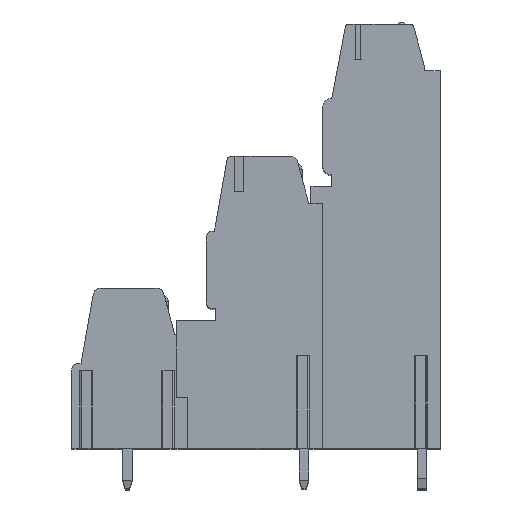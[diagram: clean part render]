
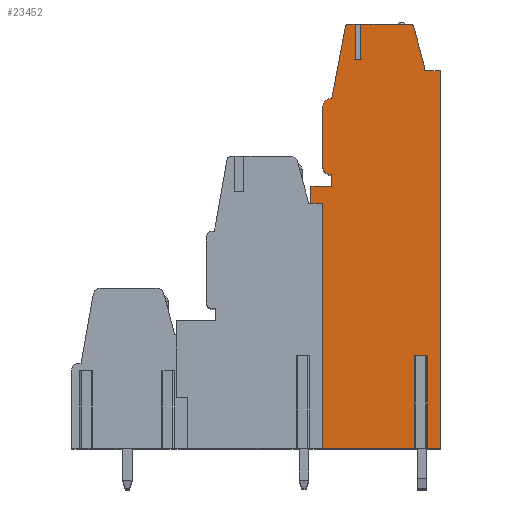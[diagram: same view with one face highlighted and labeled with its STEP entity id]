
A CAD part, top view. The second image highlights one B-rep face of the part: STEP entity #23452.
In plain terms, the highlighted planar face has unit normal (0, 0, 1).
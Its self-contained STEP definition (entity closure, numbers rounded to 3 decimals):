
#13=DIRECTION('',(0.,1.,0.));
#14=VECTOR('',#13,14.45);
#15=CARTESIAN_POINT('',(1.,-19.1,53.34));
#16=LINE('',#15,#14);
#17=DIRECTION('',(0.,-1.,0.));
#18=VECTOR('',#17,1.45);
#19=CARTESIAN_POINT('',(0.,3.5,53.34));
#20=LINE('',#19,#18);
#21=DIRECTION('',(-1.,0.,0.));
#22=VECTOR('',#21,1.8);
#23=CARTESIAN_POINT('',(1.8,3.5,53.34));
#24=LINE('',#23,#22);
#25=DIRECTION('',(0.,-1.,0.));
#26=VECTOR('',#25,1.);
#27=CARTESIAN_POINT('',(1.8,4.5,53.34));
#28=LINE('',#27,#26);
#29=CARTESIAN_POINT('',(1.8,5.3,53.34));
#30=DIRECTION('',(0.,0.,1.));
#31=DIRECTION('',(-1.,0.,0.));
#32=AXIS2_PLACEMENT_3D('',#29,#30,#31);
#34=DIRECTION('',(0.,-1.,0.));
#35=VECTOR('',#34,5.);
#36=CARTESIAN_POINT('',(1.,10.3,53.34));
#37=LINE('',#36,#35);
#38=CARTESIAN_POINT('',(1.8,10.3,53.34));
#39=DIRECTION('',(0.,0.,1.));
#40=DIRECTION('',(0.,1.,0.));
#41=AXIS2_PLACEMENT_3D('',#38,#39,#40);
#43=DIRECTION('',(-0.186,-0.983,0.));
#44=VECTOR('',#43,6.265);
#45=CARTESIAN_POINT('',(2.964,17.256,53.34));
#46=LINE('',#45,#44);
#47=CARTESIAN_POINT('',(3.259,17.2,53.34));
#48=DIRECTION('',(0.,0.,1.));
#49=DIRECTION('',(0.,1.,0.));
#50=AXIS2_PLACEMENT_3D('',#47,#48,#49);
#52=DIRECTION('',(-1.,0.,0.));
#53=VECTOR('',#52,0.551);
#54=CARTESIAN_POINT('',(3.81,17.5,53.34));
#55=LINE('',#54,#53);
#56=DIRECTION('',(0.,-1.,0.));
#57=VECTOR('',#56,3.05);
#58=CARTESIAN_POINT('',(3.81,17.5,53.34));
#59=LINE('',#58,#57);
#60=DIRECTION('',(1.,0.,0.));
#61=VECTOR('',#60,0.5);
#62=CARTESIAN_POINT('',(3.81,14.45,53.34));
#63=LINE('',#62,#61);
#64=DIRECTION('',(0.,-1.,0.));
#65=VECTOR('',#64,3.05);
#66=CARTESIAN_POINT('',(4.31,17.5,53.34));
#67=LINE('',#66,#65);
#68=DIRECTION('',(-1.,0.,0.));
#69=VECTOR('',#68,4.27);
#70=CARTESIAN_POINT('',(8.58,17.5,53.34));
#71=LINE('',#70,#69);
#72=CARTESIAN_POINT('',(8.58,17.2,53.34));
#73=DIRECTION('',(0.,0.,1.));
#74=DIRECTION('',(0.965,0.261,0.));
#75=AXIS2_PLACEMENT_3D('',#72,#73,#74);
#77=DIRECTION('',(-0.261,0.965,0.));
#78=VECTOR('',#77,3.539);
#79=CARTESIAN_POINT('',(9.792,13.861,53.34));
#80=LINE('',#79,#78);
#81=DIRECTION('',(-0.035,0.999,0.));
#82=VECTOR('',#81,0.361);
#83=CARTESIAN_POINT('',(9.805,13.5,53.34));
#84=LINE('',#83,#82);
#85=DIRECTION('',(-1.,0.,0.));
#86=VECTOR('',#85,1.355);
#87=CARTESIAN_POINT('',(11.16,13.5,53.34));
#88=LINE('',#87,#86);
#89=DIRECTION('',(0.,1.,0.));
#90=VECTOR('',#89,32.6);
#91=CARTESIAN_POINT('',(11.16,-19.1,53.34));
#92=LINE('',#91,#90);
#93=DIRECTION('',(1.,0.,0.));
#94=VECTOR('',#93,1.39);
#95=CARTESIAN_POINT('',(9.77,-19.1,53.34));
#96=LINE('',#95,#94);
#97=DIRECTION('',(0.,1.,0.));
#98=VECTOR('',#97,8.);
#99=CARTESIAN_POINT('',(9.77,-19.1,53.34));
#100=LINE('',#99,#98);
#101=DIRECTION('',(-1.,0.,0.));
#102=VECTOR('',#101,0.62);
#103=CARTESIAN_POINT('',(9.77,-11.1,53.34));
#104=LINE('',#103,#102);
#105=DIRECTION('',(0.,1.,0.));
#106=VECTOR('',#105,8.);
#107=CARTESIAN_POINT('',(9.15,-19.1,53.34));
#108=LINE('',#107,#106);
#109=DIRECTION('',(1.,0.,0.));
#110=VECTOR('',#109,8.15);
#111=CARTESIAN_POINT('',(1.,-19.1,53.34));
#112=LINE('',#111,#110);
#133=DIRECTION('',(-1.,0.,0.));
#134=VECTOR('',#133,1.195);
#135=CARTESIAN_POINT('',(1.,-4.65,53.34));
#136=LINE('',#135,#134);
#141=DIRECTION('',(-1.,0.,0.));
#142=VECTOR('',#141,0.195);
#143=CARTESIAN_POINT('',(0.,2.05,53.34));
#144=LINE('',#143,#142);
#599=DIRECTION('',(0.,-1.,0.));
#600=VECTOR('',#599,6.7);
#601=CARTESIAN_POINT('',(-0.195,2.05,53.34));
#602=LINE('',#601,#600);
#18469=CARTESIAN_POINT('',(11.16,-19.1,53.34));
#18470=CARTESIAN_POINT('',(11.16,13.5,53.34));
#18471=VERTEX_POINT('',#18469);
#18472=VERTEX_POINT('',#18470);
#18473=CARTESIAN_POINT('',(9.805,13.5,53.34));
#18474=VERTEX_POINT('',#18473);
#18475=CARTESIAN_POINT('',(9.792,13.861,53.34));
#18476=VERTEX_POINT('',#18475);
#18477=CARTESIAN_POINT('',(8.87,17.278,53.34));
#18478=VERTEX_POINT('',#18477);
#18479=CARTESIAN_POINT('',(8.58,17.5,53.34));
#18480=VERTEX_POINT('',#18479);
#18481=CARTESIAN_POINT('',(3.259,17.5,53.34));
#18482=CARTESIAN_POINT('',(2.964,17.256,53.34));
#18483=VERTEX_POINT('',#18481);
#18484=VERTEX_POINT('',#18482);
#18485=CARTESIAN_POINT('',(1.8,11.1,53.34));
#18486=VERTEX_POINT('',#18485);
#18487=CARTESIAN_POINT('',(1.,10.3,53.34));
#18488=VERTEX_POINT('',#18487);
#18489=CARTESIAN_POINT('',(1.,5.3,53.34));
#18490=VERTEX_POINT('',#18489);
#18491=CARTESIAN_POINT('',(1.8,4.5,53.34));
#18492=VERTEX_POINT('',#18491);
#18493=CARTESIAN_POINT('',(1.8,3.5,53.34));
#18494=VERTEX_POINT('',#18493);
#18495=CARTESIAN_POINT('',(0.,3.5,53.34));
#18496=VERTEX_POINT('',#18495);
#18595=CARTESIAN_POINT('',(1.,-19.1,53.34));
#18596=VERTEX_POINT('',#18595);
#18621=CARTESIAN_POINT('',(9.77,-11.1,53.34));
#18622=CARTESIAN_POINT('',(9.15,-11.1,53.34));
#18623=VERTEX_POINT('',#18621);
#18624=VERTEX_POINT('',#18622);
#18625=CARTESIAN_POINT('',(9.77,-19.1,53.34));
#18626=VERTEX_POINT('',#18625);
#18627=CARTESIAN_POINT('',(9.15,-19.1,53.34));
#18628=VERTEX_POINT('',#18627);
#18665=CARTESIAN_POINT('',(3.81,14.45,53.34));
#18666=CARTESIAN_POINT('',(4.31,14.45,53.34));
#18667=VERTEX_POINT('',#18665);
#18668=VERTEX_POINT('',#18666);
#18669=CARTESIAN_POINT('',(4.31,17.5,53.34));
#18670=VERTEX_POINT('',#18669);
#18671=CARTESIAN_POINT('',(3.81,17.5,53.34));
#18672=VERTEX_POINT('',#18671);
#19049=CARTESIAN_POINT('',(-0.195,-4.65,53.34));
#19051=VERTEX_POINT('',#19049);
#19053=CARTESIAN_POINT('',(0.,2.05,53.34));
#19054=CARTESIAN_POINT('',(-0.195,2.05,53.34));
#19055=VERTEX_POINT('',#19053);
#19056=VERTEX_POINT('',#19054);
#19061=CARTESIAN_POINT('',(1.,-4.65,53.34));
#19063=VERTEX_POINT('',#19061);
#23391=CARTESIAN_POINT('',(0.,0.,53.34));
#23392=DIRECTION('',(0.,0.,1.));
#23393=DIRECTION('',(1.,0.,0.));
#23394=AXIS2_PLACEMENT_3D('',#23391,#23392,#23393);
#23395=PLANE('',#23394);
#23397=ORIENTED_EDGE('',*,*,#23396,.T.);
#23399=ORIENTED_EDGE('',*,*,#23398,.T.);
#23401=ORIENTED_EDGE('',*,*,#23400,.F.);
#23403=ORIENTED_EDGE('',*,*,#23402,.F.);
#23405=ORIENTED_EDGE('',*,*,#23404,.F.);
#23407=ORIENTED_EDGE('',*,*,#23406,.F.);
#23409=ORIENTED_EDGE('',*,*,#23408,.F.);
#23411=ORIENTED_EDGE('',*,*,#23410,.F.);
#23413=ORIENTED_EDGE('',*,*,#23412,.F.);
#23415=ORIENTED_EDGE('',*,*,#23414,.F.);
#23417=ORIENTED_EDGE('',*,*,#23416,.F.);
#23419=ORIENTED_EDGE('',*,*,#23418,.F.);
#23421=ORIENTED_EDGE('',*,*,#23420,.F.);
#23423=ORIENTED_EDGE('',*,*,#23422,.T.);
#23425=ORIENTED_EDGE('',*,*,#23424,.T.);
#23427=ORIENTED_EDGE('',*,*,#23426,.F.);
#23429=ORIENTED_EDGE('',*,*,#23428,.F.);
#23431=ORIENTED_EDGE('',*,*,#23430,.F.);
#23433=ORIENTED_EDGE('',*,*,#23432,.F.);
#23435=ORIENTED_EDGE('',*,*,#23434,.F.);
#23437=ORIENTED_EDGE('',*,*,#23436,.F.);
#23439=ORIENTED_EDGE('',*,*,#23438,.F.);
#23441=ORIENTED_EDGE('',*,*,#23440,.F.);
#23443=ORIENTED_EDGE('',*,*,#23442,.T.);
#23445=ORIENTED_EDGE('',*,*,#23444,.T.);
#23447=ORIENTED_EDGE('',*,*,#23446,.F.);
#23449=ORIENTED_EDGE('',*,*,#23448,.F.);
#23450=EDGE_LOOP('',(#23397,#23399,#23401,#23403,#23405,#23407,#23409,#23411,
#23413,#23415,#23417,#23419,#23421,#23423,#23425,#23427,#23429,#23431,#23433,
#23435,#23437,#23439,#23441,#23443,#23445,#23447,#23449));
#23451=FACE_OUTER_BOUND('',#23450,.F.);
#33=CIRCLE('',#32,0.8);
#42=CIRCLE('',#41,0.8);
#51=CIRCLE('',#50,0.3);
#76=CIRCLE('',#75,0.3);
#23396=EDGE_CURVE('',#18596,#19063,#16,.T.);
#23398=EDGE_CURVE('',#19063,#19051,#136,.T.);
#23400=EDGE_CURVE('',#19056,#19051,#602,.T.);
#23402=EDGE_CURVE('',#19055,#19056,#144,.T.);
#23404=EDGE_CURVE('',#18496,#19055,#20,.T.);
#23406=EDGE_CURVE('',#18494,#18496,#24,.T.);
#23408=EDGE_CURVE('',#18492,#18494,#28,.T.);
#23410=EDGE_CURVE('',#18490,#18492,#33,.T.);
#23412=EDGE_CURVE('',#18488,#18490,#37,.T.);
#23414=EDGE_CURVE('',#18486,#18488,#42,.T.);
#23416=EDGE_CURVE('',#18484,#18486,#46,.T.);
#23418=EDGE_CURVE('',#18483,#18484,#51,.T.);
#23420=EDGE_CURVE('',#18672,#18483,#55,.T.);
#23422=EDGE_CURVE('',#18672,#18667,#59,.T.);
#23424=EDGE_CURVE('',#18667,#18668,#63,.T.);
#23426=EDGE_CURVE('',#18670,#18668,#67,.T.);
#23428=EDGE_CURVE('',#18480,#18670,#71,.T.);
#23430=EDGE_CURVE('',#18478,#18480,#76,.T.);
#23432=EDGE_CURVE('',#18476,#18478,#80,.T.);
#23434=EDGE_CURVE('',#18474,#18476,#84,.T.);
#23436=EDGE_CURVE('',#18472,#18474,#88,.T.);
#23438=EDGE_CURVE('',#18471,#18472,#92,.T.);
#23440=EDGE_CURVE('',#18626,#18471,#96,.T.);
#23442=EDGE_CURVE('',#18626,#18623,#100,.T.);
#23444=EDGE_CURVE('',#18623,#18624,#104,.T.);
#23446=EDGE_CURVE('',#18628,#18624,#108,.T.);
#23448=EDGE_CURVE('',#18596,#18628,#112,.T.);
#23452=ADVANCED_FACE('',(#23451),#23395,.T.);
